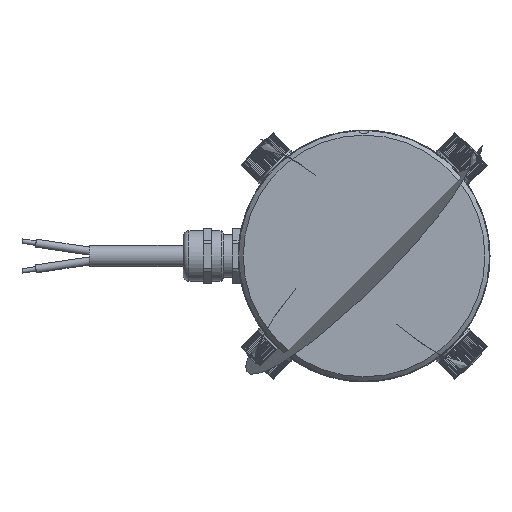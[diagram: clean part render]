
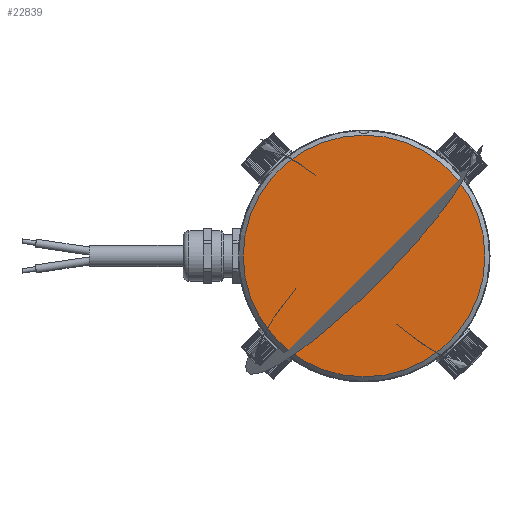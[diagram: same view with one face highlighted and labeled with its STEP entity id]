
A CAD part, left-side view. The second image highlights one B-rep face of the part: STEP entity #22839.
In plain terms, the highlighted planar face has unit normal (-1, 0, 0).
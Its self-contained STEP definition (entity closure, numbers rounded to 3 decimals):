
#1581 = ORIENTED_EDGE ( 'NONE', *, *, #38094, .T. ) ;
#3042 = DIRECTION ( 'NONE',  ( 0., 1., 0. ) ) ;
#6843 = AXIS2_PLACEMENT_3D ( 'NONE', #52145, #13973, #30969 ) ;
#7234 = PLANE ( 'NONE',  #45403 ) ;
#13597 = EDGE_LOOP ( 'NONE', ( #1581 ) ) ;
#13973 = DIRECTION ( 'NONE',  ( -1., 0., 0. ) ) ;
#14917 = VERTEX_POINT ( 'NONE', #31914 ) ;
#22839 = ADVANCED_FACE ( 'Defeature ausgef�hrt6_4', ( #45465 ), #7234, .F. ) ;
#24272 = CARTESIAN_POINT ( 'NONE',  ( -59., 0., 0. ) ) ;
#30890 = CIRCLE ( 'NONE', #6843, 52.8 ) ;
#30969 = DIRECTION ( 'NONE',  ( 0., 1., 0. ) ) ;
#31914 = CARTESIAN_POINT ( 'NONE',  ( -59., 52.8, 0. ) ) ;
#38094 = EDGE_CURVE ( 'NONE', #14917, #14917, #30890, .T. ) ;
#41273 = DIRECTION ( 'NONE',  ( 1., 0., 0. ) ) ;
#45403 = AXIS2_PLACEMENT_3D ( 'NONE', #24272, #41273, #3042 ) ;
#45465 = FACE_OUTER_BOUND ( 'NONE', #13597, .T. ) ;
#52145 = CARTESIAN_POINT ( 'NONE',  ( -59., 0., 0. ) ) ;
